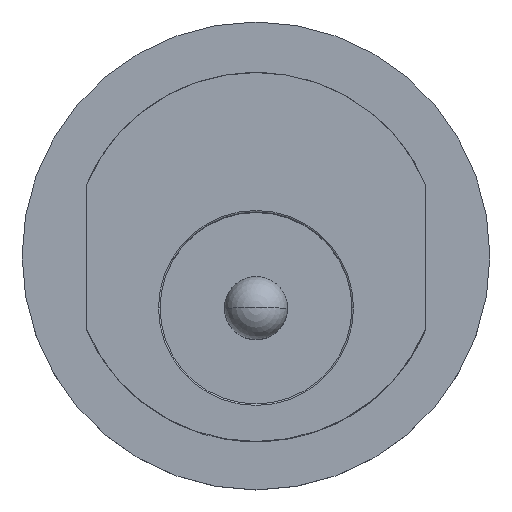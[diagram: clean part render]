
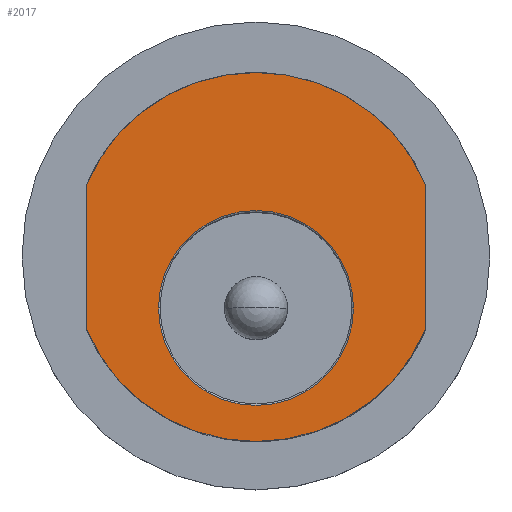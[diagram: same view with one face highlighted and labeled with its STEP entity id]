
A CAD part, top view. The second image highlights one B-rep face of the part: STEP entity #2017.
In plain terms, the highlighted planar face has unit normal (0, 0, 1).
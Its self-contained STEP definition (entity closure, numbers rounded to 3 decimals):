
#481 = AXIS2_PLACEMENT_3D ( 'NONE', #3871, #6521, #637 ) ;
#545 = CARTESIAN_POINT ( 'NONE',  ( 0., -1.7, 2.1 ) ) ;
#559 = DIRECTION ( 'NONE',  ( 1., 0., 0. ) ) ;
#569 = CARTESIAN_POINT ( 'NONE',  ( -5.65, -2.429, 2.1 ) ) ;
#572 = VERTEX_POINT ( 'NONE', #5526 ) ;
#637 = DIRECTION ( 'NONE',  ( 1., 0., 0. ) ) ;
#967 = ORIENTED_EDGE ( 'NONE', *, *, #2115, .F. ) ;
#1063 = VECTOR ( 'NONE', #1130, 1000. ) ;
#1130 = DIRECTION ( 'NONE',  ( 0., -1., 0. ) ) ;
#1979 = FACE_OUTER_BOUND ( 'NONE', #6044, .T. ) ;
#2017 = ADVANCED_FACE ( 'NONE', ( #1979, #3348 ), #4577, .T. ) ;
#2115 = EDGE_CURVE ( 'NONE', #8105, #572, #5282, .T. ) ;
#2157 = CIRCLE ( 'NONE', #4412, 3.25 ) ;
#2185 = ORIENTED_EDGE ( 'NONE', *, *, #7198, .F. ) ;
#2195 = EDGE_CURVE ( 'NONE', #6888, #2414, #7276, .T. ) ;
#2414 = VERTEX_POINT ( 'NONE', #3392 ) ;
#2478 = CARTESIAN_POINT ( 'NONE',  ( 0., 0., 2.1 ) ) ;
#2574 = VECTOR ( 'NONE', #7920, 1000. ) ;
#2877 = ORIENTED_EDGE ( 'NONE', *, *, #6539, .T. ) ;
#3174 = AXIS2_PLACEMENT_3D ( 'NONE', #545, #5946, #7326 ) ;
#3348 = FACE_BOUND ( 'NONE', #5377, .T. ) ;
#3392 = CARTESIAN_POINT ( 'NONE',  ( 3.25, -1.7, 2.1 ) ) ;
#3871 = CARTESIAN_POINT ( 'NONE',  ( 0., 0., 2.1 ) ) ;
#3986 = ORIENTED_EDGE ( 'NONE', *, *, #7422, .F. ) ;
#4014 = CARTESIAN_POINT ( 'NONE',  ( 5.65, 0., 2.1 ) ) ;
#4412 = AXIS2_PLACEMENT_3D ( 'NONE', #7581, #6911, #6866 ) ;
#4491 = VERTEX_POINT ( 'NONE', #6271 ) ;
#4577 = PLANE ( 'NONE',  #481 ) ;
#4770 = DIRECTION ( 'NONE',  ( 1., 0., 0. ) ) ;
#4869 = VERTEX_POINT ( 'NONE', #569 ) ;
#5110 = CIRCLE ( 'NONE', #5397, 6.15 ) ;
#5211 = CARTESIAN_POINT ( 'NONE',  ( -5.65, 0., 2.1 ) ) ;
#5282 = LINE ( 'NONE', #4014, #1063 ) ;
#5377 = EDGE_LOOP ( 'NONE', ( #2877, #6794 ) ) ;
#5397 = AXIS2_PLACEMENT_3D ( 'NONE', #2478, #8673, #559 ) ;
#5526 = CARTESIAN_POINT ( 'NONE',  ( 5.65, -2.429, 2.1 ) ) ;
#5682 = CIRCLE ( 'NONE', #7672, 6.15 ) ;
#5708 = CARTESIAN_POINT ( 'NONE',  ( -3.25, -1.7, 2.1 ) ) ;
#5946 = DIRECTION ( 'NONE',  ( 0., 0., -1. ) ) ;
#6044 = EDGE_LOOP ( 'NONE', ( #3986, #967, #7669, #2185 ) ) ;
#6189 = DIRECTION ( 'NONE',  ( 0., 0., -1. ) ) ;
#6271 = CARTESIAN_POINT ( 'NONE',  ( -5.65, 2.429, 2.1 ) ) ;
#6521 = DIRECTION ( 'NONE',  ( 0., 0., 1. ) ) ;
#6539 = EDGE_CURVE ( 'NONE', #2414, #6888, #2157, .T. ) ;
#6672 = LINE ( 'NONE', #5211, #2574 ) ;
#6794 = ORIENTED_EDGE ( 'NONE', *, *, #2195, .T. ) ;
#6866 = DIRECTION ( 'NONE',  ( 1., 0., 0. ) ) ;
#6888 = VERTEX_POINT ( 'NONE', #5708 ) ;
#6911 = DIRECTION ( 'NONE',  ( 0., 0., -1. ) ) ;
#7042 = EDGE_CURVE ( 'NONE', #4491, #8105, #5110, .T. ) ;
#7198 = EDGE_CURVE ( 'NONE', #4869, #4491, #6672, .T. ) ;
#7276 = CIRCLE ( 'NONE', #3174, 3.25 ) ;
#7326 = DIRECTION ( 'NONE',  ( 1., 0., 0. ) ) ;
#7422 = EDGE_CURVE ( 'NONE', #572, #4869, #5682, .T. ) ;
#7451 = CARTESIAN_POINT ( 'NONE',  ( 5.65, 2.429, 2.1 ) ) ;
#7581 = CARTESIAN_POINT ( 'NONE',  ( 0., -1.7, 2.1 ) ) ;
#7669 = ORIENTED_EDGE ( 'NONE', *, *, #7042, .F. ) ;
#7672 = AXIS2_PLACEMENT_3D ( 'NONE', #8055, #6189, #4770 ) ;
#7920 = DIRECTION ( 'NONE',  ( 0., 1., 0. ) ) ;
#8055 = CARTESIAN_POINT ( 'NONE',  ( 0., 0., 2.1 ) ) ;
#8105 = VERTEX_POINT ( 'NONE', #7451 ) ;
#8673 = DIRECTION ( 'NONE',  ( 0., 0., -1. ) ) ;
